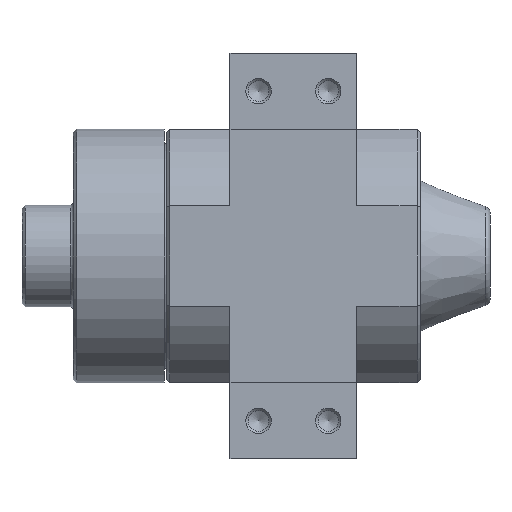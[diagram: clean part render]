
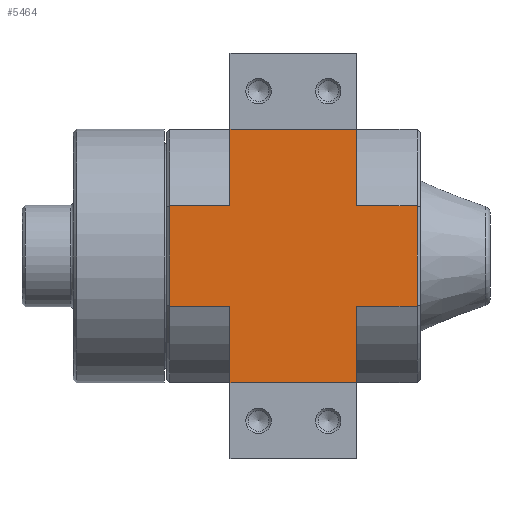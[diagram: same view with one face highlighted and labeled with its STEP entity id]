
A CAD part, left-side view. The second image highlights one B-rep face of the part: STEP entity #5464.
In plain terms, the highlighted face is planar.
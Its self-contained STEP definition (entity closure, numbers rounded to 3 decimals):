
#297=LINE('',#8096,#545);
#307=LINE('',#8152,#555);
#315=LINE('',#8167,#563);
#316=LINE('',#8170,#564);
#317=LINE('',#8172,#565);
#318=LINE('',#8173,#566);
#319=LINE('',#8175,#567);
#320=LINE('',#8177,#568);
#321=LINE('',#8179,#569);
#322=LINE('',#8181,#570);
#323=LINE('',#8182,#571);
#324=LINE('',#8184,#572);
#545=VECTOR('',#6566,1000.);
#555=VECTOR('',#6600,1000.);
#563=VECTOR('',#6610,1000.);
#564=VECTOR('',#6611,1000.);
#565=VECTOR('',#6612,1000.);
#566=VECTOR('',#6613,1000.);
#567=VECTOR('',#6614,1000.);
#568=VECTOR('',#6615,1000.);
#569=VECTOR('',#6616,1000.);
#570=VECTOR('',#6617,1000.);
#571=VECTOR('',#6618,1000.);
#572=VECTOR('',#6619,1000.);
#897=ORIENTED_EDGE('',*,*,#2059,.T.);
#898=ORIENTED_EDGE('',*,*,#2060,.F.);
#899=ORIENTED_EDGE('',*,*,#2061,.T.);
#900=ORIENTED_EDGE('',*,*,#2029,.T.);
#901=ORIENTED_EDGE('',*,*,#2062,.F.);
#902=ORIENTED_EDGE('',*,*,#2063,.T.);
#903=ORIENTED_EDGE('',*,*,#2064,.F.);
#904=ORIENTED_EDGE('',*,*,#2065,.T.);
#905=ORIENTED_EDGE('',*,*,#2066,.F.);
#906=ORIENTED_EDGE('',*,*,#2051,.T.);
#907=ORIENTED_EDGE('',*,*,#2067,.T.);
#908=ORIENTED_EDGE('',*,*,#2068,.F.);
#2029=EDGE_CURVE('',#2612,#2611,#297,.T.);
#2051=EDGE_CURVE('',#2630,#2629,#307,.T.);
#2059=EDGE_CURVE('',#2636,#2637,#315,.T.);
#2060=EDGE_CURVE('',#2638,#2637,#316,.F.);
#2061=EDGE_CURVE('',#2638,#2612,#317,.T.);
#2062=EDGE_CURVE('',#2639,#2611,#318,.T.);
#2063=EDGE_CURVE('',#2639,#2640,#319,.F.);
#2064=EDGE_CURVE('',#2641,#2640,#320,.T.);
#2065=EDGE_CURVE('',#2641,#2642,#321,.T.);
#2066=EDGE_CURVE('',#2630,#2642,#322,.T.);
#2067=EDGE_CURVE('',#2629,#2643,#323,.T.);
#2068=EDGE_CURVE('',#2636,#2643,#324,.T.);
#2611=VERTEX_POINT('',#8095);
#2612=VERTEX_POINT('',#8097);
#2629=VERTEX_POINT('',#8151);
#2630=VERTEX_POINT('',#8153);
#2636=VERTEX_POINT('',#8168);
#2637=VERTEX_POINT('',#8169);
#2638=VERTEX_POINT('',#8171);
#2639=VERTEX_POINT('',#8174);
#2640=VERTEX_POINT('',#8176);
#2641=VERTEX_POINT('',#8178);
#2642=VERTEX_POINT('',#8180);
#2643=VERTEX_POINT('',#8183);
#3305=EDGE_LOOP('',(#897,#898,#899,#900,#901,#902,#903,#904,#905,#906,#907,
#908));
#3761=FACE_BOUND('',#3305,.T.);
#4211=PLANE('',#5862);
#5464=ADVANCED_FACE('',(#3761),#4211,.T.);
#5862=AXIS2_PLACEMENT_3D('',#8166,#6608,#6609);
#6566=DIRECTION('',(0.,-1.,0.));
#6600=DIRECTION('',(0.,1.,0.));
#6608=DIRECTION('',(0.,0.,1.));
#6609=DIRECTION('',(1.,0.,0.));
#6610=DIRECTION('',(-1.,0.,0.));
#6611=DIRECTION('',(0.,-1.,0.));
#6612=DIRECTION('',(-1.,0.,0.));
#6613=DIRECTION('',(-1.,0.,0.));
#6614=DIRECTION('',(0.,1.,0.));
#6615=DIRECTION('',(-1.,0.,0.));
#6616=DIRECTION('',(0.,1.,0.));
#6617=DIRECTION('',(-1.,0.,0.));
#6618=DIRECTION('',(-1.,0.,0.));
#6619=DIRECTION('',(0.,-1.,0.));
#8095=CARTESIAN_POINT('',(-20.,-10.,20.));
#8096=CARTESIAN_POINT('',(-20.,19.5,20.));
#8097=CARTESIAN_POINT('',(-20.,10.,20.));
#8151=CARTESIAN_POINT('',(20.,10.,20.));
#8152=CARTESIAN_POINT('',(20.,-19.5,20.));
#8153=CARTESIAN_POINT('',(20.,-10.,20.));
#8166=CARTESIAN_POINT('',(0.,0.,20.));
#8167=CARTESIAN_POINT('',(33.,19.5,20.));
#8168=CARTESIAN_POINT('',(7.89,19.5,20.));
#8169=CARTESIAN_POINT('',(-7.89,19.5,20.));
#8170=CARTESIAN_POINT('',(-7.89,27.,20.));
#8171=CARTESIAN_POINT('',(-7.89,10.,20.));
#8172=CARTESIAN_POINT('',(0.,10.,20.));
#8173=CARTESIAN_POINT('',(0.,-10.,20.));
#8174=CARTESIAN_POINT('',(-7.89,-10.,20.));
#8175=CARTESIAN_POINT('',(-7.89,-27.,20.));
#8176=CARTESIAN_POINT('',(-7.89,-19.5,20.));
#8177=CARTESIAN_POINT('',(33.,-19.5,20.));
#8178=CARTESIAN_POINT('',(7.89,-19.5,20.));
#8179=CARTESIAN_POINT('',(7.89,-27.,20.));
#8180=CARTESIAN_POINT('',(7.89,-10.,20.));
#8181=CARTESIAN_POINT('',(0.,-10.,20.));
#8182=CARTESIAN_POINT('',(0.,10.,20.));
#8183=CARTESIAN_POINT('',(7.89,10.,20.));
#8184=CARTESIAN_POINT('',(7.89,27.,20.));
